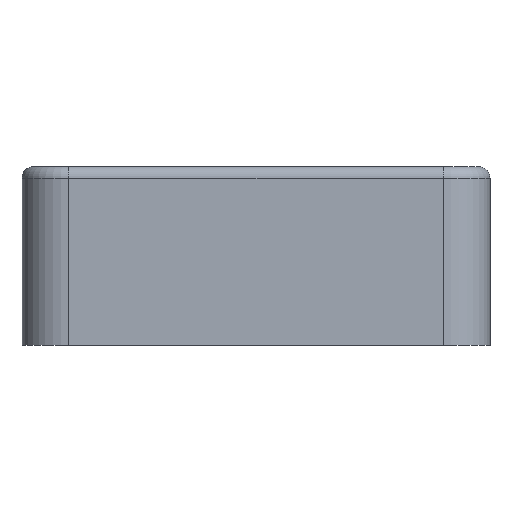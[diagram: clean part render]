
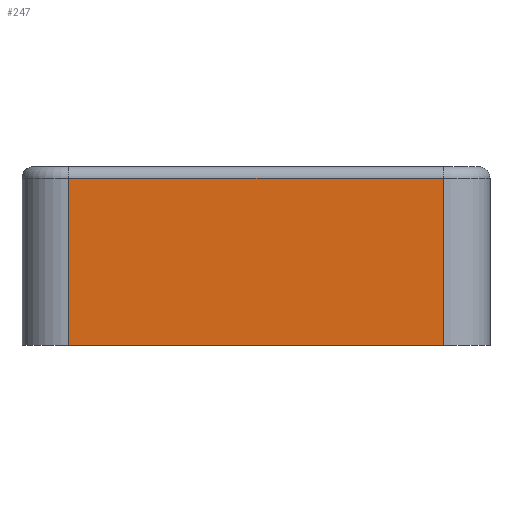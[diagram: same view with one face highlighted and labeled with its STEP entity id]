
A CAD part, left-side view. The second image highlights one B-rep face of the part: STEP entity #247.
In plain terms, the highlighted planar face has unit normal (-1, 0, 0).
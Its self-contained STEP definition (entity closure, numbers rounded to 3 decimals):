
#32 = VERTEX_POINT('',#33);
#33 = CARTESIAN_POINT('',(-110.,40.,35.7));
#40 = EDGE_CURVE('',#41,#32,#43,.T.);
#41 = VERTEX_POINT('',#42);
#42 = CARTESIAN_POINT('',(-110.,40.,0.));
#43 = LINE('',#44,#45);
#44 = CARTESIAN_POINT('',(-110.,40.,0.));
#45 = VECTOR('',#46,1.);
#46 = DIRECTION('',(0.,0.,1.));
#193 = EDGE_CURVE('',#194,#41,#196,.T.);
#194 = VERTEX_POINT('',#195);
#195 = CARTESIAN_POINT('',(-110.,-40.,0.));
#196 = LINE('',#197,#198);
#197 = CARTESIAN_POINT('',(-110.,-40.,0.));
#198 = VECTOR('',#199,1.);
#199 = DIRECTION('',(0.,1.,0.));
#247 = ADVANCED_FACE('',(#248),#266,.T.);
#248 = FACE_BOUND('',#249,.T.);
#249 = EDGE_LOOP('',(#250,#258,#264,#265));
#250 = ORIENTED_EDGE('',*,*,#251,.T.);
#251 = EDGE_CURVE('',#194,#252,#254,.T.);
#252 = VERTEX_POINT('',#253);
#253 = CARTESIAN_POINT('',(-110.,-40.,35.7));
#254 = LINE('',#255,#256);
#255 = CARTESIAN_POINT('',(-110.,-40.,0.));
#256 = VECTOR('',#257,1.);
#257 = DIRECTION('',(0.,0.,1.));
#258 = ORIENTED_EDGE('',*,*,#259,.T.);
#259 = EDGE_CURVE('',#252,#32,#260,.T.);
#260 = LINE('',#261,#262);
#261 = CARTESIAN_POINT('',(-110.,-40.,35.7));
#262 = VECTOR('',#263,1.);
#263 = DIRECTION('',(0.,1.,0.));
#264 = ORIENTED_EDGE('',*,*,#40,.F.);
#265 = ORIENTED_EDGE('',*,*,#193,.F.);
#266 = PLANE('',#267);
#267 = AXIS2_PLACEMENT_3D('',#268,#269,#270);
#268 = CARTESIAN_POINT('',(-110.,-40.,0.));
#269 = DIRECTION('',(-1.,0.,0.));
#270 = DIRECTION('',(0.,1.,0.));
